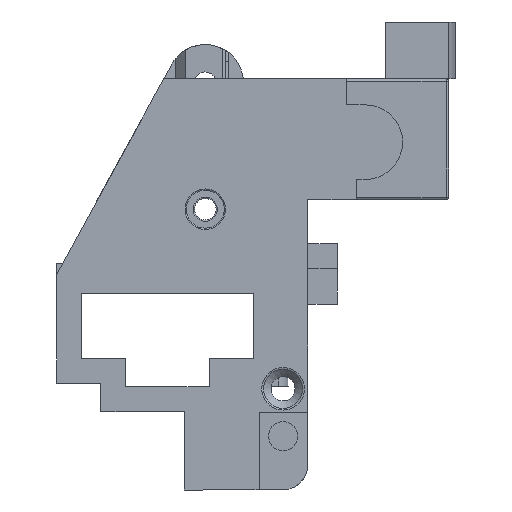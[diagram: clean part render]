
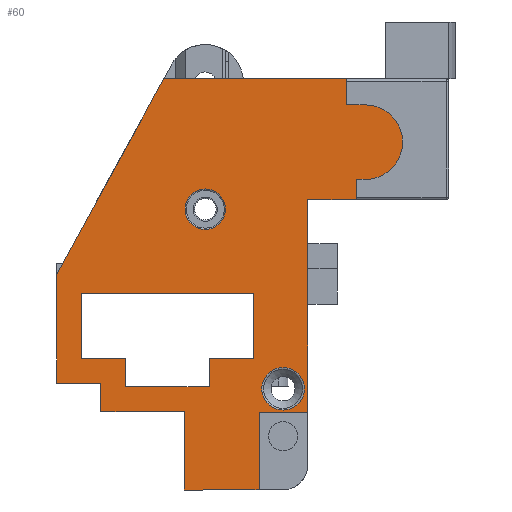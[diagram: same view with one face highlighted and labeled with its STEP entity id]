
A CAD part, front view. The second image highlights one B-rep face of the part: STEP entity #60.
In plain terms, the highlighted planar face has unit normal (0, -1, 0).
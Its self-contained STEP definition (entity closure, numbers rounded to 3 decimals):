
#21 = EDGE_CURVE('',#22,#22,#24,.T.);
#22 = VERTEX_POINT('',#23);
#23 = CARTESIAN_POINT('',(5.5,-24.2,47.6));
#24 = CIRCLE('',#25,3.2);
#25 = AXIS2_PLACEMENT_3D('',#26,#27,#28);
#26 = CARTESIAN_POINT('',(5.5,-24.2,44.4));
#27 = DIRECTION('',(-0.,1.,0.));
#28 = DIRECTION('',(1.,0.,0.));
#60 = ADVANCED_FACE('',(#61,#225,#291,#294),#305,.T.);
#61 = FACE_BOUND('',#62,.T.);
#62 = EDGE_LOOP('',(#63,#73,#82,#90,#98,#106,#114,#122,#130,#138,#146,
    #154,#162,#170,#178,#187,#195,#203,#211,#219));
#63 = ORIENTED_EDGE('',*,*,#64,.F.);
#64 = EDGE_CURVE('',#65,#67,#69,.T.);
#65 = VERTEX_POINT('',#66);
#66 = CARTESIAN_POINT('',(30.8,-24.2,49.1));
#67 = VERTEX_POINT('',#68);
#68 = CARTESIAN_POINT('',(29.4,-24.2,49.1));
#69 = LINE('',#70,#71);
#70 = CARTESIAN_POINT('',(30.8,-24.2,49.1));
#71 = VECTOR('',#72,1.);
#72 = DIRECTION('',(-1.,0.,0.));
#73 = ORIENTED_EDGE('',*,*,#74,.T.);
#74 = EDGE_CURVE('',#65,#75,#77,.T.);
#75 = VERTEX_POINT('',#76);
#76 = CARTESIAN_POINT('',(30.8,-24.2,60.9));
#77 = CIRCLE('',#78,5.9);
#78 = AXIS2_PLACEMENT_3D('',#79,#80,#81);
#79 = CARTESIAN_POINT('',(30.8,-24.2,55.));
#80 = DIRECTION('',(0.,-1.,0.));
#81 = DIRECTION('',(1.,0.,0.));
#82 = ORIENTED_EDGE('',*,*,#83,.T.);
#83 = EDGE_CURVE('',#75,#84,#86,.T.);
#84 = VERTEX_POINT('',#85);
#85 = CARTESIAN_POINT('',(27.8,-24.2,60.9));
#86 = LINE('',#87,#88);
#87 = CARTESIAN_POINT('',(30.8,-24.2,60.9));
#88 = VECTOR('',#89,1.);
#89 = DIRECTION('',(-1.,0.,0.));
#90 = ORIENTED_EDGE('',*,*,#91,.T.);
#91 = EDGE_CURVE('',#84,#92,#94,.T.);
#92 = VERTEX_POINT('',#93);
#93 = CARTESIAN_POINT('',(27.8,-24.2,65.));
#94 = LINE('',#95,#96);
#95 = CARTESIAN_POINT('',(27.8,-24.2,45.9));
#96 = VECTOR('',#97,1.);
#97 = DIRECTION('',(0.,0.,1.));
#98 = ORIENTED_EDGE('',*,*,#99,.T.);
#99 = EDGE_CURVE('',#92,#100,#102,.T.);
#100 = VERTEX_POINT('',#101);
#101 = CARTESIAN_POINT('',(-1.059,-24.2,65.));
#102 = LINE('',#103,#104);
#103 = CARTESIAN_POINT('',(-3.9,-24.2,65.));
#104 = VECTOR('',#105,1.);
#105 = DIRECTION('',(-1.,0.,0.));
#106 = ORIENTED_EDGE('',*,*,#107,.T.);
#107 = EDGE_CURVE('',#100,#108,#110,.T.);
#108 = VERTEX_POINT('',#109);
#109 = CARTESIAN_POINT('',(-18.,-24.2,34.1));
#110 = LINE('',#111,#112);
#111 = CARTESIAN_POINT('',(-1.059,-24.2,65.));
#112 = VECTOR('',#113,1.);
#113 = DIRECTION('',(-0.481,-0.,-0.877));
#114 = ORIENTED_EDGE('',*,*,#115,.T.);
#115 = EDGE_CURVE('',#108,#116,#118,.T.);
#116 = VERTEX_POINT('',#117);
#117 = CARTESIAN_POINT('',(-18.,-24.2,16.89));
#118 = LINE('',#119,#120);
#119 = CARTESIAN_POINT('',(-18.,-24.2,19.817));
#120 = VECTOR('',#121,1.);
#121 = DIRECTION('',(-0.,0.,-1.));
#122 = ORIENTED_EDGE('',*,*,#123,.F.);
#123 = EDGE_CURVE('',#124,#116,#126,.T.);
#124 = VERTEX_POINT('',#125);
#125 = CARTESIAN_POINT('',(-11.,-24.2,16.89));
#126 = LINE('',#127,#128);
#127 = CARTESIAN_POINT('',(-5.68,-24.2,16.89));
#128 = VECTOR('',#129,1.);
#129 = DIRECTION('',(-1.,0.,-0.));
#130 = ORIENTED_EDGE('',*,*,#131,.F.);
#131 = EDGE_CURVE('',#132,#124,#134,.T.);
#132 = VERTEX_POINT('',#133);
#133 = CARTESIAN_POINT('',(-11.,-24.2,12.39));
#134 = LINE('',#135,#136);
#135 = CARTESIAN_POINT('',(-11.,-24.2,24.986));
#136 = VECTOR('',#137,1.);
#137 = DIRECTION('',(0.,0.,1.));
#138 = ORIENTED_EDGE('',*,*,#139,.F.);
#139 = EDGE_CURVE('',#140,#132,#142,.T.);
#140 = VERTEX_POINT('',#141);
#141 = CARTESIAN_POINT('',(2.2,-24.2,12.39));
#142 = LINE('',#143,#144);
#143 = CARTESIAN_POINT('',(-2.18,-24.2,12.39));
#144 = VECTOR('',#145,1.);
#145 = DIRECTION('',(-1.,0.,-0.));
#146 = ORIENTED_EDGE('',*,*,#147,.T.);
#147 = EDGE_CURVE('',#140,#148,#150,.T.);
#148 = VERTEX_POINT('',#149);
#149 = CARTESIAN_POINT('',(2.2,-24.2,0.));
#150 = LINE('',#151,#152);
#151 = CARTESIAN_POINT('',(2.2,-24.2,16.541));
#152 = VECTOR('',#153,1.);
#153 = DIRECTION('',(-0.,0.,-1.));
#154 = ORIENTED_EDGE('',*,*,#155,.T.);
#155 = EDGE_CURVE('',#148,#156,#158,.T.);
#156 = VERTEX_POINT('',#157);
#157 = CARTESIAN_POINT('',(14.,-24.2,0.));
#158 = LINE('',#159,#160);
#159 = CARTESIAN_POINT('',(-5.489,-24.2,0.));
#160 = VECTOR('',#161,1.);
#161 = DIRECTION('',(1.,0.,0.));
#162 = ORIENTED_EDGE('',*,*,#163,.F.);
#163 = EDGE_CURVE('',#164,#156,#166,.T.);
#164 = VERTEX_POINT('',#165);
#165 = CARTESIAN_POINT('',(14.,-24.2,12.3));
#166 = LINE('',#167,#168);
#167 = CARTESIAN_POINT('',(14.,-24.2,5.));
#168 = VECTOR('',#169,1.);
#169 = DIRECTION('',(-0.,-0.,-1.));
#170 = ORIENTED_EDGE('',*,*,#171,.F.);
#171 = EDGE_CURVE('',#172,#164,#174,.T.);
#172 = VERTEX_POINT('',#173);
#173 = CARTESIAN_POINT('',(21.693,-24.2,12.3));
#174 = LINE('',#175,#176);
#175 = CARTESIAN_POINT('',(22.,-24.2,12.3));
#176 = VECTOR('',#177,1.);
#177 = DIRECTION('',(-1.,0.,0.));
#178 = ORIENTED_EDGE('',*,*,#179,.T.);
#179 = EDGE_CURVE('',#172,#180,#182,.T.);
#180 = VERTEX_POINT('',#181);
#181 = CARTESIAN_POINT('',(21.7,-24.2,12.313));
#182 = CIRCLE('',#183,0.8);
#183 = AXIS2_PLACEMENT_3D('',#184,#185,#186);
#184 = CARTESIAN_POINT('',(21.,-24.2,12.7));
#185 = DIRECTION('',(0.,-1.,0.));
#186 = DIRECTION('',(0.707,0.,-0.707));
#187 = ORIENTED_EDGE('',*,*,#188,.T.);
#188 = EDGE_CURVE('',#180,#189,#191,.T.);
#189 = VERTEX_POINT('',#190);
#190 = CARTESIAN_POINT('',(21.7,-24.2,45.9));
#191 = LINE('',#192,#193);
#192 = CARTESIAN_POINT('',(21.7,-24.2,33.969));
#193 = VECTOR('',#194,1.);
#194 = DIRECTION('',(0.,0.,1.));
#195 = ORIENTED_EDGE('',*,*,#196,.F.);
#196 = EDGE_CURVE('',#197,#189,#199,.T.);
#197 = VERTEX_POINT('',#198);
#198 = CARTESIAN_POINT('',(25.7,-24.2,45.9));
#199 = LINE('',#200,#201);
#200 = CARTESIAN_POINT('',(25.7,-24.2,45.9));
#201 = VECTOR('',#202,1.);
#202 = DIRECTION('',(-1.,0.,0.));
#203 = ORIENTED_EDGE('',*,*,#204,.T.);
#204 = EDGE_CURVE('',#197,#205,#207,.T.);
#205 = VERTEX_POINT('',#206);
#206 = CARTESIAN_POINT('',(26.97,-24.2,45.9));
#207 = LINE('',#208,#209);
#208 = CARTESIAN_POINT('',(17.419,-24.2,45.9));
#209 = VECTOR('',#210,1.);
#210 = DIRECTION('',(1.,0.,0.));
#211 = ORIENTED_EDGE('',*,*,#212,.F.);
#212 = EDGE_CURVE('',#213,#205,#215,.T.);
#213 = VERTEX_POINT('',#214);
#214 = CARTESIAN_POINT('',(29.4,-24.2,45.9));
#215 = LINE('',#216,#217);
#216 = CARTESIAN_POINT('',(27.8,-24.2,45.9));
#217 = VECTOR('',#218,1.);
#218 = DIRECTION('',(-1.,0.,0.));
#219 = ORIENTED_EDGE('',*,*,#220,.T.);
#220 = EDGE_CURVE('',#213,#67,#221,.T.);
#221 = LINE('',#222,#223);
#222 = CARTESIAN_POINT('',(29.4,-24.2,45.9));
#223 = VECTOR('',#224,1.);
#224 = DIRECTION('',(0.,0.,1.));
#225 = FACE_BOUND('',#226,.T.);
#226 = EDGE_LOOP('',(#227,#237,#245,#253,#261,#269,#277,#285));
#227 = ORIENTED_EDGE('',*,*,#228,.F.);
#228 = EDGE_CURVE('',#229,#231,#233,.T.);
#229 = VERTEX_POINT('',#230);
#230 = CARTESIAN_POINT('',(6.11,-24.2,16.3));
#231 = VERTEX_POINT('',#232);
#232 = CARTESIAN_POINT('',(6.11,-24.2,20.8));
#233 = LINE('',#234,#235);
#234 = CARTESIAN_POINT('',(6.11,-24.2,19.8));
#235 = VECTOR('',#236,1.);
#236 = DIRECTION('',(0.,0.,1.));
#237 = ORIENTED_EDGE('',*,*,#238,.T.);
#238 = EDGE_CURVE('',#229,#239,#241,.T.);
#239 = VERTEX_POINT('',#240);
#240 = CARTESIAN_POINT('',(-7.09,-24.2,16.3));
#241 = LINE('',#242,#243);
#242 = CARTESIAN_POINT('',(6.11,-24.2,16.3));
#243 = VECTOR('',#244,1.);
#244 = DIRECTION('',(-1.,0.,0.));
#245 = ORIENTED_EDGE('',*,*,#246,.T.);
#246 = EDGE_CURVE('',#239,#247,#249,.T.);
#247 = VERTEX_POINT('',#248);
#248 = CARTESIAN_POINT('',(-7.09,-24.2,20.8));
#249 = LINE('',#250,#251);
#250 = CARTESIAN_POINT('',(-7.09,-24.2,7.4));
#251 = VECTOR('',#252,1.);
#252 = DIRECTION('',(0.,0.,1.));
#253 = ORIENTED_EDGE('',*,*,#254,.T.);
#254 = EDGE_CURVE('',#247,#255,#257,.T.);
#255 = VERTEX_POINT('',#256);
#256 = CARTESIAN_POINT('',(-14.09,-24.2,20.8));
#257 = LINE('',#258,#259);
#258 = CARTESIAN_POINT('',(-7.09,-24.2,20.8));
#259 = VECTOR('',#260,1.);
#260 = DIRECTION('',(-1.,0.,0.));
#261 = ORIENTED_EDGE('',*,*,#262,.F.);
#262 = EDGE_CURVE('',#263,#255,#265,.T.);
#263 = VERTEX_POINT('',#264);
#264 = CARTESIAN_POINT('',(-14.09,-24.2,31.1));
#265 = LINE('',#266,#267);
#266 = CARTESIAN_POINT('',(-14.09,-24.2,27.014));
#267 = VECTOR('',#268,1.);
#268 = DIRECTION('',(-0.,0.,-1.));
#269 = ORIENTED_EDGE('',*,*,#270,.F.);
#270 = EDGE_CURVE('',#271,#263,#273,.T.);
#271 = VERTEX_POINT('',#272);
#272 = CARTESIAN_POINT('',(13.11,-24.2,31.1));
#273 = LINE('',#274,#275);
#274 = CARTESIAN_POINT('',(-14.,-24.2,31.1));
#275 = VECTOR('',#276,1.);
#276 = DIRECTION('',(-1.,0.,0.));
#277 = ORIENTED_EDGE('',*,*,#278,.F.);
#278 = EDGE_CURVE('',#279,#271,#281,.T.);
#279 = VERTEX_POINT('',#280);
#280 = CARTESIAN_POINT('',(13.11,-24.2,20.8));
#281 = LINE('',#282,#283);
#282 = CARTESIAN_POINT('',(13.11,-24.2,30.1));
#283 = VECTOR('',#284,1.);
#284 = DIRECTION('',(0.,0.,1.));
#285 = ORIENTED_EDGE('',*,*,#286,.F.);
#286 = EDGE_CURVE('',#231,#279,#287,.T.);
#287 = LINE('',#288,#289);
#288 = CARTESIAN_POINT('',(11.104,-24.2,20.8));
#289 = VECTOR('',#290,1.);
#290 = DIRECTION('',(1.,0.,0.));
#291 = FACE_BOUND('',#292,.T.);
#292 = EDGE_LOOP('',(#293));
#293 = ORIENTED_EDGE('',*,*,#21,.T.);
#294 = FACE_BOUND('',#295,.T.);
#295 = EDGE_LOOP('',(#296));
#296 = ORIENTED_EDGE('',*,*,#297,.T.);
#297 = EDGE_CURVE('',#298,#298,#300,.T.);
#298 = VERTEX_POINT('',#299);
#299 = CARTESIAN_POINT('',(17.8,-24.2,12.634));
#300 = CIRCLE('',#301,3.366);
#301 = AXIS2_PLACEMENT_3D('',#302,#303,#304);
#302 = CARTESIAN_POINT('',(17.8,-24.2,16.));
#303 = DIRECTION('',(-0.,1.,0.));
#304 = DIRECTION('',(1.,0.,0.));
#305 = PLANE('',#306);
#306 = AXIS2_PLACEMENT_3D('',#307,#308,#309);
#307 = CARTESIAN_POINT('',(6.64,-24.2,33.083));
#308 = DIRECTION('',(0.,-1.,0.));
#309 = DIRECTION('',(0.,0.,-1.));
